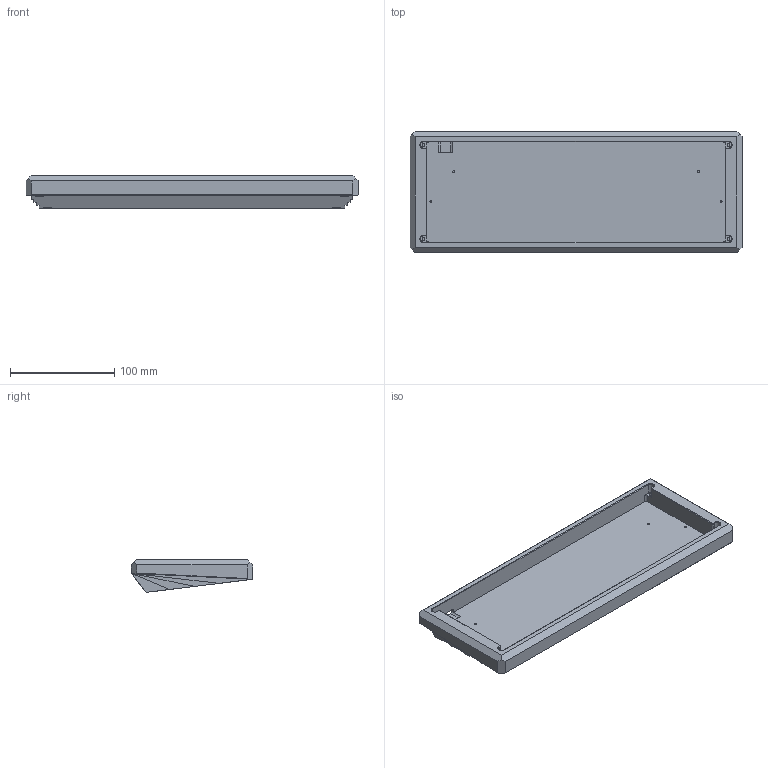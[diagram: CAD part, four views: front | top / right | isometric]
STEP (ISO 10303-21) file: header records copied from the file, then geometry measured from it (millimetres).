
FILE_DESCRIPTION(/* description */ (''),/* implementation_level */ '2;1');
FILE_NAME(/* name */ '',/* time_stamp */ '2023-08-04T09:46:22+09:00',/* author */ (''),/* organization */ (''),/* preprocessor_version */ 'ST-DEVELOPER v20',/* originating_system */ 'Autodesk Translation Framework v12.9.0.99',/* authorisation */ '');
FILE_SCHEMA (('AUTOMOTIVE_DESIGN { 1 0 10303 214 3 1 1 }'));
Length unit declared in the file: millimetre
Products named in the file (1): GL515ケース
Bounding box: 318.75 x 116.25 x 31.35 mm (x, y, z)
Volume: 386579.3 mm3; surface area: 104499.5 mm2
Topology: 1 solids, 1 shells, 132 faces, 320 edges, 202 vertices
Faces by surface type: plane 82, cylinder 32, cone 10, bspline 8
Full cylindrical faces by diameter (mm): 1.8 x4, 2.5 x4, 7.5 x4
Entity records: 3990 total; most frequent: CARTESIAN_POINT 853, ORIENTED_EDGE 640, DIRECTION 628, EDGE_CURVE 320, LINE 226, VECTOR 226, VERTEX_POINT 202, AXIS2_PLACEMENT_3D 201
